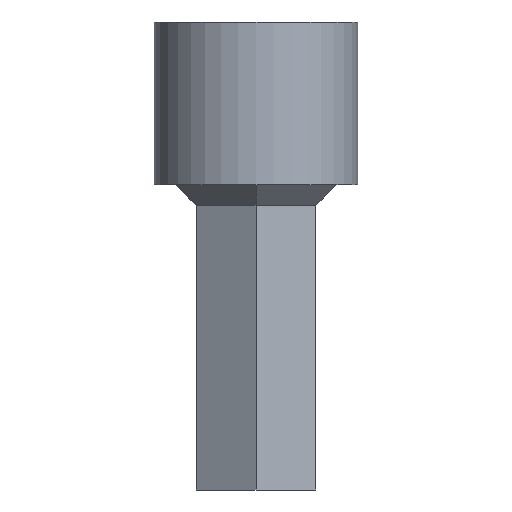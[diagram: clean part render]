
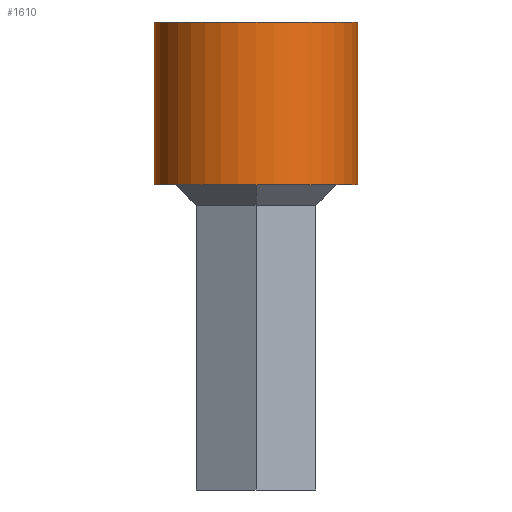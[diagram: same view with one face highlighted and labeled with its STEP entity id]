
A CAD part, front view. The second image highlights one B-rep face of the part: STEP entity #1610.
In plain terms, the highlighted cylindrical face has radius 5 mm (diameter 10 mm), a partial arc.
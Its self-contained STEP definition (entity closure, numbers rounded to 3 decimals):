
#82 = CARTESIAN_POINT ( 'NONE',  ( 5., 0., 23. ) ) ;
#229 = EDGE_LOOP ( 'NONE', ( #2782, #3487, #2907, #2223 ) ) ;
#248 = DIRECTION ( 'NONE',  ( 1., 0., 0. ) ) ;
#348 = CIRCLE ( 'NONE', #3012, 5. ) ;
#432 = DIRECTION ( 'NONE',  ( -1., 0., 0. ) ) ;
#878 = DIRECTION ( 'NONE',  ( 0., 0., -1. ) ) ;
#933 = DIRECTION ( 'NONE',  ( 0., 0., 1. ) ) ;
#1157 = EDGE_CURVE ( 'NONE', #3935, #3350, #2462, .T. ) ;
#1203 = CARTESIAN_POINT ( 'NONE',  ( 5., 0., 23. ) ) ;
#1321 = AXIS2_PLACEMENT_3D ( 'NONE', #3208, #2880, #432 ) ;
#1391 = EDGE_CURVE ( 'NONE', #3945, #4265, #2454, .T. ) ;
#1409 = CARTESIAN_POINT ( 'NONE',  ( 5., 0., 15. ) ) ;
#1440 = CARTESIAN_POINT ( 'NONE',  ( 0., 0., 15. ) ) ;
#1546 = CARTESIAN_POINT ( 'NONE',  ( -5., 0., 23. ) ) ;
#1580 = DIRECTION ( 'NONE',  ( 0., 0., 1. ) ) ;
#1610 = ADVANCED_FACE ( 'NONE', ( #2517 ), #3874, .T. ) ;
#1635 = EDGE_CURVE ( 'NONE', #3350, #4265, #348, .T. ) ;
#1763 = CARTESIAN_POINT ( 'NONE',  ( -5., 0., 15. ) ) ;
#1770 = CARTESIAN_POINT ( 'NONE',  ( -5., 0., 23. ) ) ;
#2053 = VECTOR ( 'NONE', #3888, 1000. ) ;
#2190 = CARTESIAN_POINT ( 'NONE',  ( 0., 0., 23. ) ) ;
#2223 = ORIENTED_EDGE ( 'NONE', *, *, #1635, .T. ) ;
#2266 = DIRECTION ( 'NONE',  ( 1., 0., 0. ) ) ;
#2454 = LINE ( 'NONE', #1203, #3215 ) ;
#2462 = LINE ( 'NONE', #1546, #2053 ) ;
#2517 = FACE_OUTER_BOUND ( 'NONE', #229, .T. ) ;
#2602 = EDGE_CURVE ( 'NONE', #3935, #3945, #2866, .T. ) ;
#2782 = ORIENTED_EDGE ( 'NONE', *, *, #1391, .F. ) ;
#2866 = CIRCLE ( 'NONE', #3146, 5. ) ;
#2880 = DIRECTION ( 'NONE',  ( 0., 0., -1. ) ) ;
#2907 = ORIENTED_EDGE ( 'NONE', *, *, #1157, .T. ) ;
#3012 = AXIS2_PLACEMENT_3D ( 'NONE', #1440, #933, #2266 ) ;
#3146 = AXIS2_PLACEMENT_3D ( 'NONE', #2190, #1580, #248 ) ;
#3208 = CARTESIAN_POINT ( 'NONE',  ( 0., 0., 23. ) ) ;
#3215 = VECTOR ( 'NONE', #878, 1000. ) ;
#3350 = VERTEX_POINT ( 'NONE', #1763 ) ;
#3487 = ORIENTED_EDGE ( 'NONE', *, *, #2602, .F. ) ;
#3874 = CYLINDRICAL_SURFACE ( 'NONE', #1321, 5. ) ;
#3888 = DIRECTION ( 'NONE',  ( 0., 0., -1. ) ) ;
#3935 = VERTEX_POINT ( 'NONE', #1770 ) ;
#3945 = VERTEX_POINT ( 'NONE', #82 ) ;
#4265 = VERTEX_POINT ( 'NONE', #1409 ) ;
